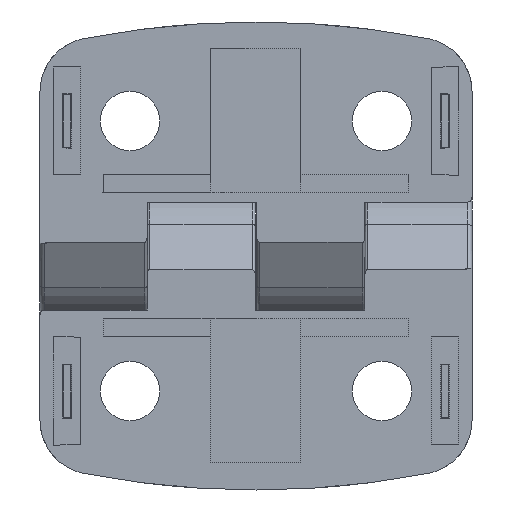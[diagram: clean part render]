
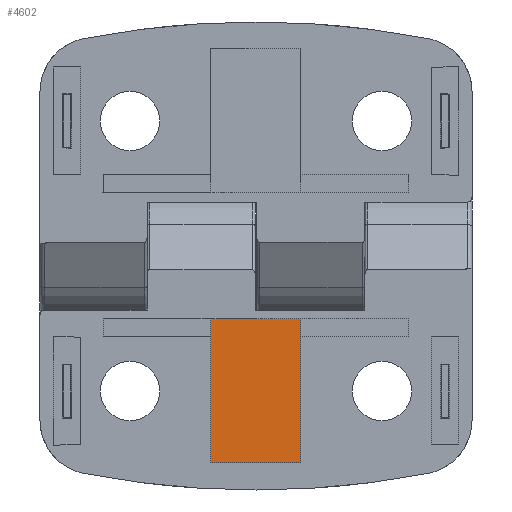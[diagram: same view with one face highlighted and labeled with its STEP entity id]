
A CAD part, front view. The second image highlights one B-rep face of the part: STEP entity #4602.
In plain terms, the highlighted planar face has unit normal (0, -1, 0).
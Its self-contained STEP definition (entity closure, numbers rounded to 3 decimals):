
#263 = EDGE_CURVE ( 'NONE', #1078, #2784, #3779, .T. ) ;
#502 = DIRECTION ( 'NONE',  ( 0., 0., -1. ) ) ;
#507 = DIRECTION ( 'NONE',  ( 0., 1., 0. ) ) ;
#610 = CARTESIAN_POINT ( 'NONE',  ( 5., 1., -7. ) ) ;
#929 = ORIENTED_EDGE ( 'NONE', *, *, #6980, .T. ) ;
#1055 = CARTESIAN_POINT ( 'NONE',  ( -5., 1., -23. ) ) ;
#1078 = VERTEX_POINT ( 'NONE', #2744 ) ;
#1184 = VERTEX_POINT ( 'NONE', #610 ) ;
#1220 = ORIENTED_EDGE ( 'NONE', *, *, #3807, .T. ) ;
#1295 = CARTESIAN_POINT ( 'NONE',  ( 5., 1., -7. ) ) ;
#1450 = CARTESIAN_POINT ( 'NONE',  ( -5., 1., -7. ) ) ;
#1587 = ORIENTED_EDGE ( 'NONE', *, *, #5878, .T. ) ;
#2256 = LINE ( 'NONE', #4625, #5162 ) ;
#2396 = VECTOR ( 'NONE', #5360, 1000. ) ;
#2650 = LINE ( 'NONE', #6743, #7065 ) ;
#2744 = CARTESIAN_POINT ( 'NONE',  ( 5., 1., -23. ) ) ;
#2784 = VERTEX_POINT ( 'NONE', #6190 ) ;
#2842 = CARTESIAN_POINT ( 'NONE',  ( 5., 1., -7. ) ) ;
#3361 = EDGE_LOOP ( 'NONE', ( #7486, #4780, #6832, #1220, #1587, #929 ) ) ;
#3438 = EDGE_CURVE ( 'NONE', #2784, #1184, #2256, .T. ) ;
#3478 = DIRECTION ( 'NONE',  ( 0., 0., 1. ) ) ;
#3762 = DIRECTION ( 'NONE',  ( -1., 0., 0. ) ) ;
#3779 = LINE ( 'NONE', #1295, #2396 ) ;
#3788 = VERTEX_POINT ( 'NONE', #1055 ) ;
#3807 = EDGE_CURVE ( 'NONE', #4332, #7046, #5067, .T. ) ;
#3996 = FACE_OUTER_BOUND ( 'NONE', #3361, .T. ) ;
#4067 = VECTOR ( 'NONE', #6659, 1000. ) ;
#4332 = VERTEX_POINT ( 'NONE', #4799 ) ;
#4593 = DIRECTION ( 'NONE',  ( 0., 0., 1. ) ) ;
#4602 = ADVANCED_FACE ( 'NONE', ( #3996 ), #6307, .F. ) ;
#4625 = CARTESIAN_POINT ( 'NONE',  ( 5., 1., -7. ) ) ;
#4780 = ORIENTED_EDGE ( 'NONE', *, *, #3438, .T. ) ;
#4799 = CARTESIAN_POINT ( 'NONE',  ( -5., 1., -7. ) ) ;
#4883 = CARTESIAN_POINT ( 'NONE',  ( 5., 1., -7. ) ) ;
#5067 = LINE ( 'NONE', #7467, #6248 ) ;
#5073 = LINE ( 'NONE', #4883, #6616 ) ;
#5162 = VECTOR ( 'NONE', #3478, 1000. ) ;
#5196 = AXIS2_PLACEMENT_3D ( 'NONE', #2842, #507, #4593 ) ;
#5360 = DIRECTION ( 'NONE',  ( 0., 0., 1. ) ) ;
#5658 = CARTESIAN_POINT ( 'NONE',  ( -5., 1., -9. ) ) ;
#5878 = EDGE_CURVE ( 'NONE', #7046, #3788, #6136, .T. ) ;
#6136 = LINE ( 'NONE', #1450, #4067 ) ;
#6190 = CARTESIAN_POINT ( 'NONE',  ( 5., 1., -9. ) ) ;
#6248 = VECTOR ( 'NONE', #502, 1000. ) ;
#6307 = PLANE ( 'NONE',  #5196 ) ;
#6616 = VECTOR ( 'NONE', #3762, 1000. ) ;
#6659 = DIRECTION ( 'NONE',  ( 0., 0., -1. ) ) ;
#6743 = CARTESIAN_POINT ( 'NONE',  ( 5., 1., -23. ) ) ;
#6826 = EDGE_CURVE ( 'NONE', #1184, #4332, #5073, .T. ) ;
#6832 = ORIENTED_EDGE ( 'NONE', *, *, #6826, .T. ) ;
#6980 = EDGE_CURVE ( 'NONE', #3788, #1078, #2650, .T. ) ;
#7046 = VERTEX_POINT ( 'NONE', #5658 ) ;
#7065 = VECTOR ( 'NONE', #7282, 1000. ) ;
#7282 = DIRECTION ( 'NONE',  ( 1., 0., 0. ) ) ;
#7467 = CARTESIAN_POINT ( 'NONE',  ( -5., 1., -7. ) ) ;
#7486 = ORIENTED_EDGE ( 'NONE', *, *, #263, .T. ) ;
